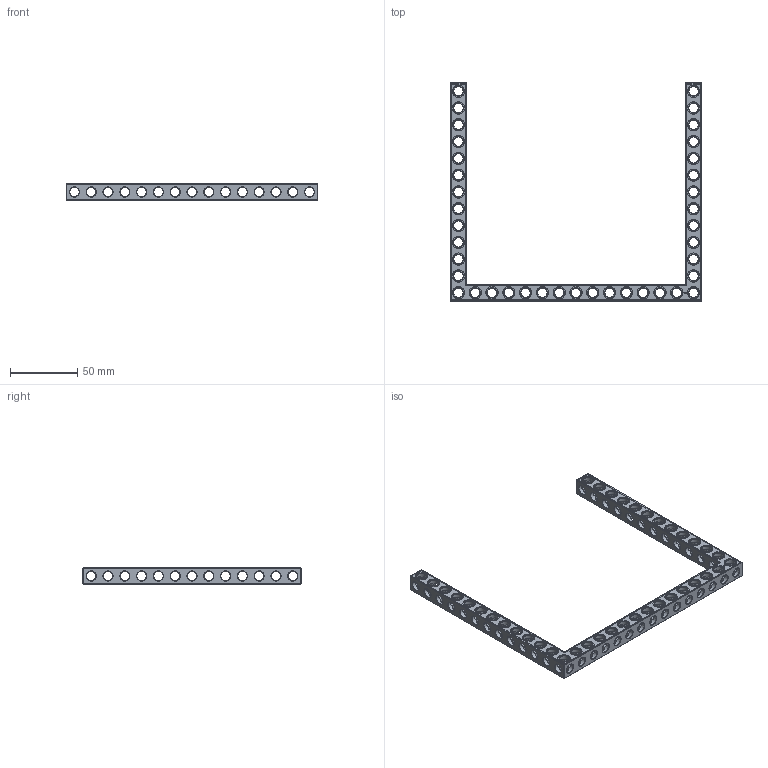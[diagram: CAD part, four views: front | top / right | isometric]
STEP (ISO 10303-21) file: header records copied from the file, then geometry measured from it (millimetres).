
FILE_DESCRIPTION(('FreeCAD Model'),'2;1');
FILE_NAME('Open CASCADE Shape Model','2022-03-06T13:40:33',('Author'),( ''),'Open CASCADE STEP processor 7.5','FreeCAD','Unknown');
FILE_SCHEMA(('AUTOMOTIVE_DESIGN { 1 0 10303 214 1 1 1 1 }'));
Products named in the file (1): Beam AGD ESS USH SYM BU15x13x01 - SPN-BEM-0548 (stemfie.org)
Bounding box: 187.5 x 162.5 x 12.5 mm (x, y, z)
Volume: 38106.1 mm3; surface area: 34022.4 mm2
Topology: 1 solids, 1 shells, 971 faces, 2968 edges, 1917 vertices
Faces by surface type: plane 420, cylinder 235, cone 158, extrusion 158
Full cylindrical faces by diameter (mm): 6.98 x28, 7 x168, 9.2 x39
Entity records: 200511 total; most frequent: CARTESIAN_POINT 145167, DIRECTION 8994, ORIENTED_EDGE 5936, PCURVE 5936, DEFINITIONAL_REPRESENTATION 5936, VECTOR 5523, LINE 5365, EDGE_CURVE 2968
